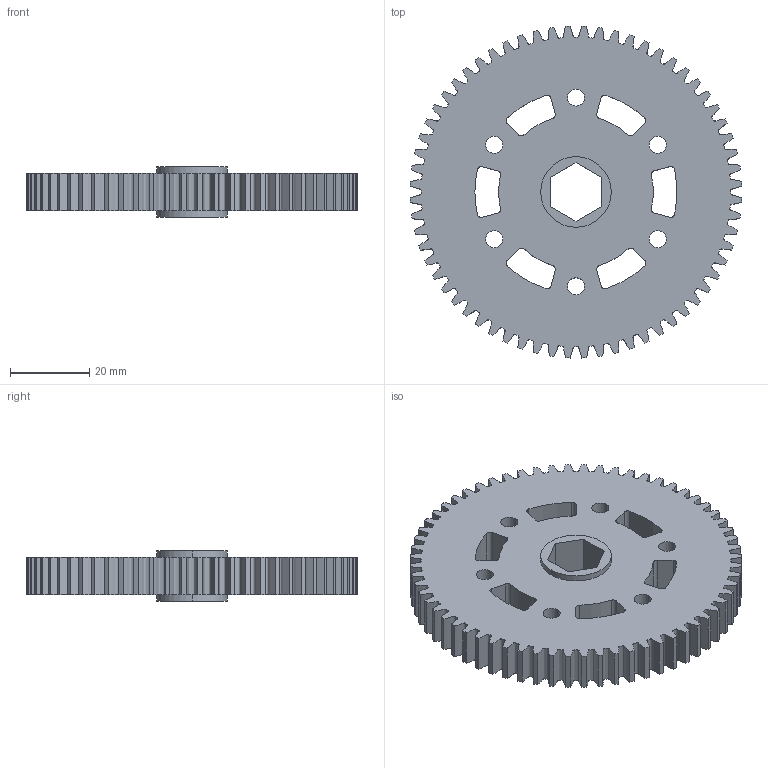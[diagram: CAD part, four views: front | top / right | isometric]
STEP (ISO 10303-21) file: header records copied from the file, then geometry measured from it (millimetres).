
FILE_DESCRIPTION (( 'STEP AP203' ), '1' );
FILE_NAME ('217-2715.20121204.STEP', '2012-12-05T03:06:30', ( 'svradm' ), ( 'Microsoft' ), 'SwSTEP 2.0', 'SolidWorks 2012', '' );
FILE_SCHEMA (( 'CONFIG_CONTROL_DESIGN' ));
Length unit declared in the file: inch
Products named in the file (1): 217-2715.20121204
Bounding box: 83.77 x 83.77 x 12.65 mm (x, y, z)
Volume: 44926.6 mm3; surface area: 17424.9 mm2
Topology: 1 solids, 1 shells, 210 faces, 618 edges, 412 vertices
Faces by surface type: cylinder 124, bspline 64, plane 22
Entity records: 26293 total; most frequent: CARTESIAN_POINT 20761, ORIENTED_EDGE 1236, DIRECTION 1032, EDGE_CURVE 618, VERTEX_POINT 412, AXIS2_PLACEMENT_3D 395, CIRCLE 248, VECTOR 242
